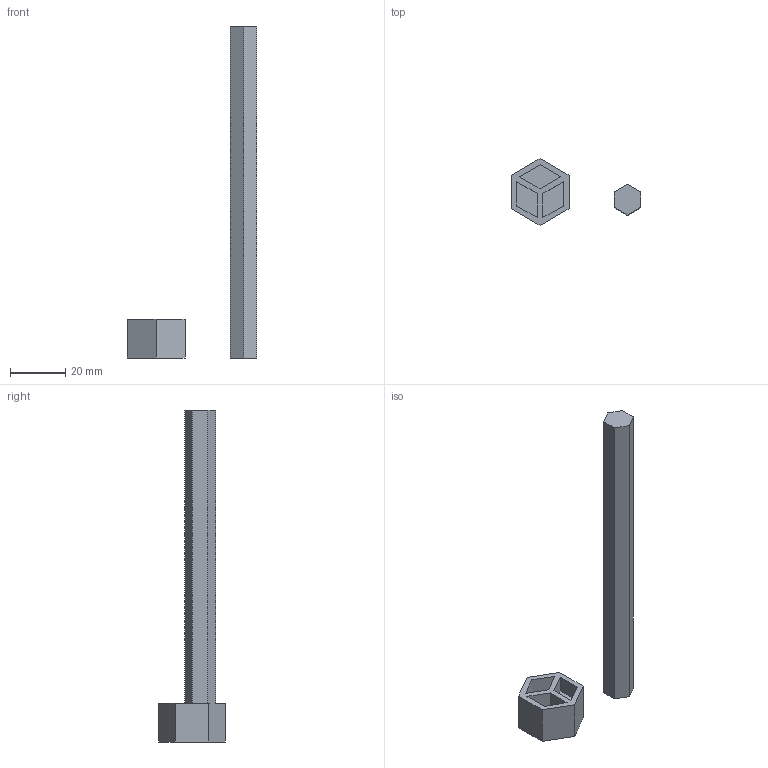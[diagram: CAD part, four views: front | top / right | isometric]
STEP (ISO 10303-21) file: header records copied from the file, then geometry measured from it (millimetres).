
FILE_DESCRIPTION(/* description */ (''),/* implementation_level */ '2;1');
FILE_NAME(/* name */ '5f9fc058c1f46415eca9c810',/* time_stamp */ '2020-11-02T08:16:25+00:00',/* author */ (''),/* organization */ (''),/* preprocessor_version */ 'ST-DEVELOPER v16.7',/* originating_system */ $,/* authorisation */ $);
FILE_SCHEMA (('AUTOMOTIVE_DESIGN {1 0 10303 214 3 1 1}'));
Length unit declared in the file: metre
Products named in the file (2): Part 1; Part 2
Bounding box: 46.94 x 24.2 x 120 mm (x, y, z)
Volume: 13356.2 mm3; surface area: 6832.1 mm2
Topology: 2 solids, 2 shells, 38 faces, 90 edges, 60 vertices
Faces by surface type: plane 38
Entity records: 1130 total; most frequent: CARTESIAN_POINT 190, ORIENTED_EDGE 180, DIRECTION 170, EDGE_CURVE 90, LINE 90, VECTOR 90, VERTEX_POINT 60, EDGE_LOOP 42
